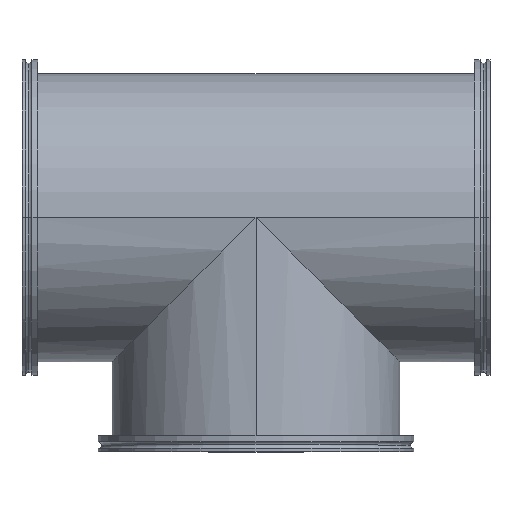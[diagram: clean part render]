
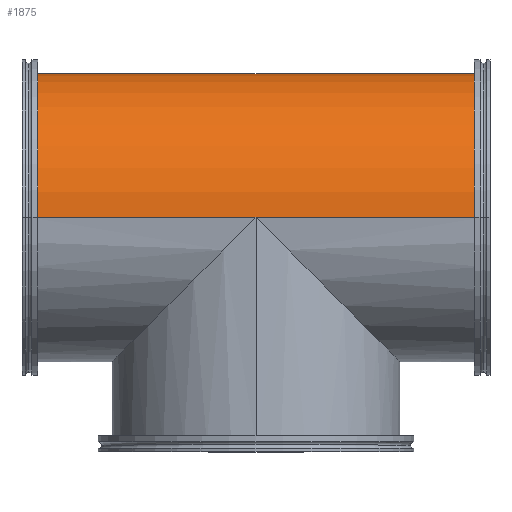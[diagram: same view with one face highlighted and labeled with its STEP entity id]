
A CAD part, top view. The second image highlights one B-rep face of the part: STEP entity #1875.
In plain terms, the highlighted cylindrical face has radius 109.5 mm (diameter 219 mm), a partial arc.
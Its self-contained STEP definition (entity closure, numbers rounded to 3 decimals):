
#2 = LINE ( 'NONE', #712, #498 ) ;
#18 = VERTEX_POINT ( 'NONE', #844 ) ;
#37 = VERTEX_POINT ( 'NONE', #1210 ) ;
#155 = EDGE_CURVE ( 'NONE', #18, #1206, #1819, .T. ) ;
#250 = VERTEX_POINT ( 'NONE', #365 ) ;
#365 = CARTESIAN_POINT ( 'NONE',  ( 344., 0., -109.5 ) ) ;
#498 = VECTOR ( 'NONE', #2206, 1000. ) ;
#555 = AXIS2_PLACEMENT_3D ( 'NONE', #2242, #904, #1802 ) ;
#648 = VECTOR ( 'NONE', #1863, 1000. ) ;
#712 = CARTESIAN_POINT ( 'NONE',  ( 350., 0., -109.5 ) ) ;
#751 = EDGE_CURVE ( 'NONE', #250, #37, #2, .T. ) ;
#759 = DIRECTION ( 'NONE',  ( -1., 0., 0. ) ) ;
#843 = DIRECTION ( 'NONE',  ( -1., 0., 0. ) ) ;
#844 = CARTESIAN_POINT ( 'NONE',  ( 172., 0., 109.5 ) ) ;
#848 = DIRECTION ( 'NONE',  ( 0., 0., 1. ) ) ;
#903 = CIRCLE ( 'NONE', #1141, 109.5 ) ;
#904 = DIRECTION ( 'NONE',  ( -1., 0., 0. ) ) ;
#961 = DIRECTION ( 'NONE',  ( -1., 0., 0. ) ) ;
#962 = ORIENTED_EDGE ( 'NONE', *, *, #2292, .T. ) ;
#968 = CARTESIAN_POINT ( 'NONE',  ( 350., 0., 0. ) ) ;
#1073 = DIRECTION ( 'NONE',  ( -1., 0., 0. ) ) ;
#1141 = AXIS2_PLACEMENT_3D ( 'NONE', #1904, #1073, #848 ) ;
#1180 = EDGE_LOOP ( 'NONE', ( #962, #1643, #1970, #1511, #2199, #1389 ) ) ;
#1206 = VERTEX_POINT ( 'NONE', #1580 ) ;
#1210 = CARTESIAN_POINT ( 'NONE',  ( 172., 0., -109.5 ) ) ;
#1389 = ORIENTED_EDGE ( 'NONE', *, *, #2029, .F. ) ;
#1511 = ORIENTED_EDGE ( 'NONE', *, *, #1720, .F. ) ;
#1580 = CARTESIAN_POINT ( 'NONE',  ( 0., 0., 109.5 ) ) ;
#1593 = FACE_OUTER_BOUND ( 'NONE', #1180, .T. ) ;
#1643 = ORIENTED_EDGE ( 'NONE', *, *, #751, .T. ) ;
#1656 = VECTOR ( 'NONE', #759, 1000. ) ;
#1671 = CARTESIAN_POINT ( 'NONE',  ( 344., 0., 109.5 ) ) ;
#1673 = LINE ( 'NONE', #1755, #648 ) ;
#1720 = EDGE_CURVE ( 'NONE', #1206, #2254, #1853, .T. ) ;
#1755 = CARTESIAN_POINT ( 'NONE',  ( 350., 0., 109.5 ) ) ;
#1776 = VERTEX_POINT ( 'NONE', #1671 ) ;
#1802 = DIRECTION ( 'NONE',  ( 0., 0., 1. ) ) ;
#1819 = LINE ( 'NONE', #2251, #2301 ) ;
#1837 = CARTESIAN_POINT ( 'NONE',  ( 350., 0., -109.5 ) ) ;
#1853 = CIRCLE ( 'NONE', #555, 109.5 ) ;
#1863 = DIRECTION ( 'NONE',  ( -1., 0., 0. ) ) ;
#1875 = ADVANCED_FACE ( 'NONE', ( #1593 ), #2014, .T. ) ;
#1904 = CARTESIAN_POINT ( 'NONE',  ( 344., 0., 0. ) ) ;
#1970 = ORIENTED_EDGE ( 'NONE', *, *, #2405, .T. ) ;
#2014 = CYLINDRICAL_SURFACE ( 'NONE', #2383, 109.5 ) ;
#2029 = EDGE_CURVE ( 'NONE', #1776, #18, #1673, .T. ) ;
#2092 = DIRECTION ( 'NONE',  ( 0., 0., 1. ) ) ;
#2151 = LINE ( 'NONE', #1837, #1656 ) ;
#2199 = ORIENTED_EDGE ( 'NONE', *, *, #155, .F. ) ;
#2206 = DIRECTION ( 'NONE',  ( -1., 0., 0. ) ) ;
#2242 = CARTESIAN_POINT ( 'NONE',  ( 0., 0., 0. ) ) ;
#2251 = CARTESIAN_POINT ( 'NONE',  ( 350., 0., 109.5 ) ) ;
#2254 = VERTEX_POINT ( 'NONE', #2345 ) ;
#2292 = EDGE_CURVE ( 'NONE', #1776, #250, #903, .T. ) ;
#2301 = VECTOR ( 'NONE', #961, 1000. ) ;
#2345 = CARTESIAN_POINT ( 'NONE',  ( 0., 0., -109.5 ) ) ;
#2383 = AXIS2_PLACEMENT_3D ( 'NONE', #968, #843, #2092 ) ;
#2405 = EDGE_CURVE ( 'NONE', #37, #2254, #2151, .T. ) ;
